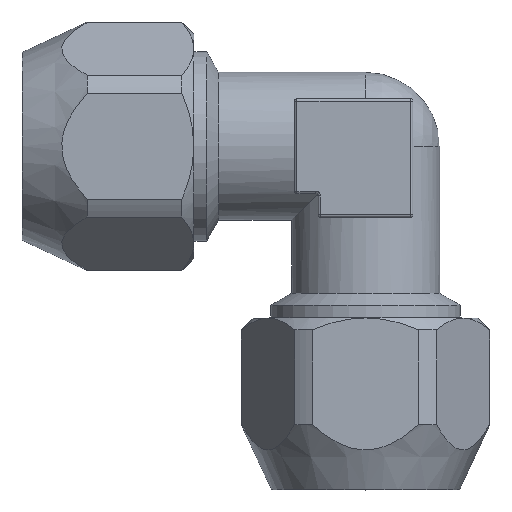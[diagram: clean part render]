
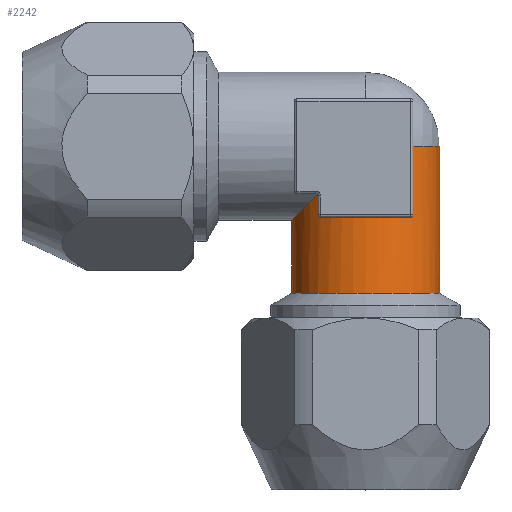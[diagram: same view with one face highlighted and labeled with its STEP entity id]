
A CAD part, top view. The second image highlights one B-rep face of the part: STEP entity #2242.
In plain terms, the highlighted cylindrical face has radius 6.25 mm (diameter 12.5 mm), a partial arc.
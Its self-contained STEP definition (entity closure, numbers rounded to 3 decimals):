
#83=CARTESIAN_POINT('',(-4.059,-4.059,4.753));
#84=CARTESIAN_POINT('',(-4.25,-4.25,4.59));
#85=CARTESIAN_POINT('',(-4.606,-4.606,4.245));
#86=CARTESIAN_POINT('',(-5.055,-5.055,3.698));
#87=CARTESIAN_POINT('',(-5.444,-5.444,3.099));
#88=CARTESIAN_POINT('',(-5.781,-5.781,2.419));
#89=CARTESIAN_POINT('',(-6.046,-6.046,1.654));
#90=CARTESIAN_POINT('',(-6.213,-6.213,0.833));
#91=CARTESIAN_POINT('',(-6.25,-6.25,0.278));
#92=CARTESIAN_POINT('',(-6.25,-6.25,0.));
#99=CARTESIAN_POINT('',(-4.,-4.2,4.802));
#100=CARTESIAN_POINT('',(-4.,-4.173,4.802));
#101=CARTESIAN_POINT('',(-4.011,-4.121,4.793));
#102=CARTESIAN_POINT('',(-4.04,-4.077,4.769));
#103=CARTESIAN_POINT('',(-4.059,-4.059,4.753));
#329=CARTESIAN_POINT('',(0.,0.,0.));
#330=DIRECTION('',(0.,1.,0.));
#331=DIRECTION('',(0.64,0.,0.768));
#332=AXIS2_PLACEMENT_3D('',#329,#330,#331);
#358=DIRECTION('',(0.,-1.,0.));
#359=VECTOR('',#358,6.162);
#360=CARTESIAN_POINT('',(-6.25,-6.25,0.));
#361=LINE('',#360,#359);
#362=DIRECTION('',(0.,-1.,0.));
#363=VECTOR('',#362,12.412);
#364=CARTESIAN_POINT('',(6.25,0.,0.));
#365=LINE('',#364,#363);
#407=CARTESIAN_POINT('',(0.,-12.412,0.));
#408=DIRECTION('',(0.,-1.,0.));
#409=DIRECTION('',(1.,0.,0.));
#410=AXIS2_PLACEMENT_3D('',#407,#408,#409);
#1524=DIRECTION('',(0.,-1.,0.));
#1525=VECTOR('',#1524,5.8);
#1526=CARTESIAN_POINT('',(4.,0.,4.802));
#1527=LINE('',#1526,#1525);
#1566=CARTESIAN_POINT('',(4.,-5.8,4.802));
#1567=CARTESIAN_POINT('',(4.,-5.835,4.802));
#1568=CARTESIAN_POINT('',(3.981,-5.904,4.818));
#1569=CARTESIAN_POINT('',(3.907,-5.979,4.879));
#1570=CARTESIAN_POINT('',(3.838,-6.,4.933));
#1571=CARTESIAN_POINT('',(3.8,-6.,4.962));
#1590=CARTESIAN_POINT('',(0.,-6.,0.));
#1591=DIRECTION('',(0.,-1.,0.));
#1592=DIRECTION('',(0.608,0.,0.794));
#1593=AXIS2_PLACEMENT_3D('',#1590,#1591,#1592);
#1624=CARTESIAN_POINT('',(-3.8,-6.,4.962));
#1625=CARTESIAN_POINT('',(-3.838,-6.,4.933));
#1626=CARTESIAN_POINT('',(-3.907,-5.979,
4.879));
#1627=CARTESIAN_POINT('',(-3.981,-5.905,
4.818));
#1628=CARTESIAN_POINT('',(-4.,-5.835,4.802));
#1629=CARTESIAN_POINT('',(-4.,-5.8,4.802));
#1648=DIRECTION('',(0.,-1.,0.));
#1649=VECTOR('',#1648,1.6);
#1650=CARTESIAN_POINT('',(-4.,-4.2,4.802));
#1651=LINE('',#1650,#1649);
#1880=CARTESIAN_POINT('',(6.25,-12.412,0.));
#1881=CARTESIAN_POINT('',(-6.25,-12.412,0.));
#1882=VERTEX_POINT('',#1880);
#1883=VERTEX_POINT('',#1881);
#1884=VERTEX_POINT('',#83);
#1885=VERTEX_POINT('',#92);
#1887=CARTESIAN_POINT('',(-4.,-4.2,4.802));
#1888=CARTESIAN_POINT('',(-4.,-5.8,4.802));
#1889=VERTEX_POINT('',#1887);
#1890=VERTEX_POINT('',#1888);
#1895=CARTESIAN_POINT('',(3.8,-6.,4.962));
#1896=CARTESIAN_POINT('',(-3.8,-6.,4.962));
#1897=VERTEX_POINT('',#1895);
#1898=VERTEX_POINT('',#1896);
#1903=CARTESIAN_POINT('',(4.,0.,4.802));
#1904=CARTESIAN_POINT('',(4.,-5.8,4.802));
#1905=VERTEX_POINT('',#1903);
#1906=VERTEX_POINT('',#1904);
#1911=CARTESIAN_POINT('',(6.25,0.,0.));
#1912=VERTEX_POINT('',#1911);
#2214=CARTESIAN_POINT('',(0.,-29.713,0.));
#2215=DIRECTION('',(0.,-1.,0.));
#2216=DIRECTION('',(-1.,0.,0.));
#2217=AXIS2_PLACEMENT_3D('',#2214,#2215,#2216);
#2218=CYLINDRICAL_SURFACE('',#2217,6.25);
#2219=ORIENTED_EDGE('',*,*,#2190,.F.);
#2221=ORIENTED_EDGE('',*,*,#2220,.F.);
#2223=ORIENTED_EDGE('',*,*,#2222,.T.);
#2225=ORIENTED_EDGE('',*,*,#2224,.F.);
#2227=ORIENTED_EDGE('',*,*,#2226,.F.);
#2229=ORIENTED_EDGE('',*,*,#2228,.F.);
#2231=ORIENTED_EDGE('',*,*,#2230,.F.);
#2233=ORIENTED_EDGE('',*,*,#2232,.T.);
#2235=ORIENTED_EDGE('',*,*,#2234,.T.);
#2237=ORIENTED_EDGE('',*,*,#2236,.T.);
#2239=ORIENTED_EDGE('',*,*,#2238,.F.);
#2240=EDGE_LOOP('',(#2219,#2221,#2223,#2225,#2227,#2229,#2231,#2233,#2235,#2237,
#2239));
#2241=FACE_OUTER_BOUND('',#2240,.F.);
#2242=ADVANCED_FACE('',(#2241),#2218,.T.);
#93=B_SPLINE_CURVE_WITH_KNOTS('',3,(#83,#84,#85,#86,#87,#88,#89,#90,#91,#92),
.UNSPECIFIED.,.F.,.F.,(4,1,1,1,1,1,1,4),(0.,0.143,
0.286,0.429,0.571,0.714,
0.857,1.),.UNSPECIFIED.);
#104=B_SPLINE_CURVE_WITH_KNOTS('',3,(#99,#100,#101,#102,#103),.UNSPECIFIED.,.F.,
.F.,(4,1,4),(0.,0.5,1.),.UNSPECIFIED.);
#333=CIRCLE('',#332,6.25);
#411=CIRCLE('',#410,6.25);
#1572=B_SPLINE_CURVE_WITH_KNOTS('',3,(#1566,#1567,#1568,#1569,#1570,#1571),
.UNSPECIFIED.,.F.,.F.,(4,1,1,4),(0.,0.333,0.667,1.),
.UNSPECIFIED.);
#1594=CIRCLE('',#1593,6.25);
#1630=B_SPLINE_CURVE_WITH_KNOTS('',3,(#1624,#1625,#1626,#1627,#1628,#1629),
.UNSPECIFIED.,.F.,.F.,(4,1,1,4),(0.,0.333,0.667,1.),
.UNSPECIFIED.);
#2190=EDGE_CURVE('',#1884,#1885,#93,.T.);
#2220=EDGE_CURVE('',#1889,#1884,#104,.T.);
#2222=EDGE_CURVE('',#1889,#1890,#1651,.T.);
#2224=EDGE_CURVE('',#1898,#1890,#1630,.T.);
#2226=EDGE_CURVE('',#1897,#1898,#1594,.T.);
#2228=EDGE_CURVE('',#1906,#1897,#1572,.T.);
#2230=EDGE_CURVE('',#1905,#1906,#1527,.T.);
#2232=EDGE_CURVE('',#1905,#1912,#333,.T.);
#2234=EDGE_CURVE('',#1912,#1882,#365,.T.);
#2236=EDGE_CURVE('',#1882,#1883,#411,.T.);
#2238=EDGE_CURVE('',#1885,#1883,#361,.T.);
